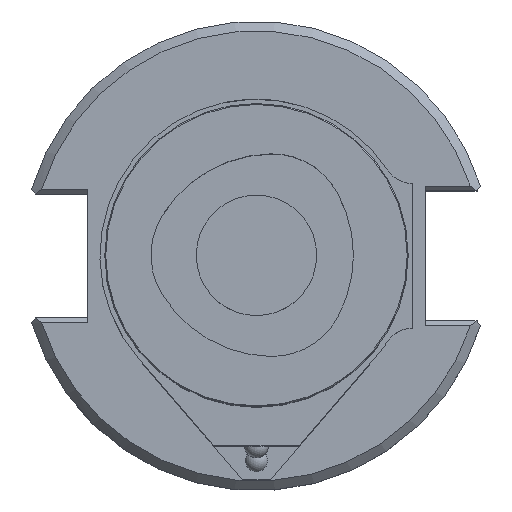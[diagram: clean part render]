
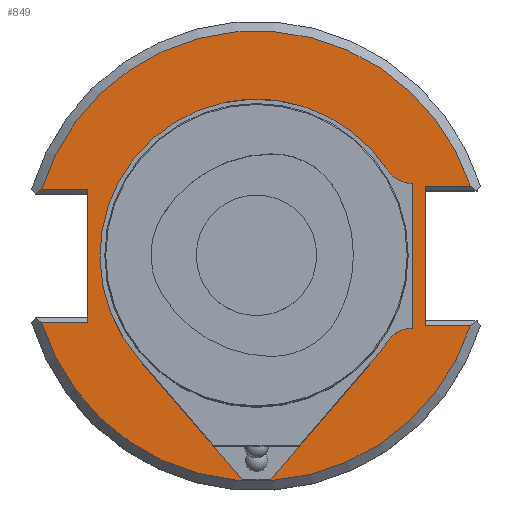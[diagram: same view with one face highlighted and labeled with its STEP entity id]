
A CAD part, top view. The second image highlights one B-rep face of the part: STEP entity #849.
In plain terms, the highlighted planar face has unit normal (0, 0, 1).
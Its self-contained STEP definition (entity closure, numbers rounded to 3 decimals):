
#552=PLANE('',#1710);
#651=LINE('',#2196,#730);
#654=LINE('',#2209,#733);
#657=LINE('',#2219,#736);
#660=LINE('',#2225,#739);
#661=LINE('',#2227,#740);
#666=LINE('',#2258,#745);
#676=LINE('',#2303,#755);
#687=LINE('',#2341,#766);
#693=LINE('',#2374,#772);
#701=LINE('',#2447,#780);
#706=LINE('',#2463,#785);
#730=VECTOR('',#1845,1.);
#733=VECTOR('',#1854,1.);
#736=VECTOR('',#1867,1.);
#739=VECTOR('',#1872,1.);
#740=VECTOR('',#1875,1.);
#745=VECTOR('',#1892,1.);
#755=VECTOR('',#1920,1.);
#766=VECTOR('',#1941,1.);
#772=VECTOR('',#1953,1.);
#780=VECTOR('',#2009,1.);
#785=VECTOR('',#2024,1.);
#849=ADVANCED_FACE('',(#875,#876),#552,.F.);
#875=FACE_BOUND('',#952,.T.);
#876=FACE_BOUND('',#953,.T.);
#952=EDGE_LOOP('',(#1254,#1255,#1256,#1257,#1258,#1259,#1260,#1261,#1262,
#1263));
#953=EDGE_LOOP('',(#1264,#1265,#1266,#1267,#1268,#1269,#1270,#1271));
#1254=ORIENTED_EDGE('',*,*,#1457,.F.);
#1255=ORIENTED_EDGE('',*,*,#1440,.T.);
#1256=ORIENTED_EDGE('',*,*,#1436,.T.);
#1257=ORIENTED_EDGE('',*,*,#1456,.F.);
#1258=ORIENTED_EDGE('',*,*,#1454,.T.);
#1259=ORIENTED_EDGE('',*,*,#1453,.T.);
#1260=ORIENTED_EDGE('',*,*,#1450,.F.);
#1261=ORIENTED_EDGE('',*,*,#1449,.T.);
#1262=ORIENTED_EDGE('',*,*,#1446,.F.);
#1263=ORIENTED_EDGE('',*,*,#1445,.F.);
#1264=ORIENTED_EDGE('',*,*,#1464,.T.);
#1265=ORIENTED_EDGE('',*,*,#1478,.T.);
#1266=ORIENTED_EDGE('',*,*,#1481,.T.);
#1267=ORIENTED_EDGE('',*,*,#1530,.T.);
#1268=ORIENTED_EDGE('',*,*,#1505,.T.);
#1269=ORIENTED_EDGE('',*,*,#1508,.T.);
#1270=ORIENTED_EDGE('',*,*,#1495,.T.);
#1271=ORIENTED_EDGE('',*,*,#1537,.T.);
#1317=VERTEX_POINT('',#2184);
#1318=VERTEX_POINT('',#2186);
#1319=VERTEX_POINT('',#2193);
#1322=VERTEX_POINT('',#2206);
#1323=VERTEX_POINT('',#2208);
#1324=VERTEX_POINT('',#2212);
#1325=VERTEX_POINT('',#2216);
#1326=VERTEX_POINT('',#2220);
#1327=VERTEX_POINT('',#2224);
#1328=VERTEX_POINT('',#2228);
#1335=VERTEX_POINT('',#2257);
#1336=VERTEX_POINT('',#2259);
#1343=VERTEX_POINT('',#2296);
#1345=VERTEX_POINT('',#2302);
#1355=VERTEX_POINT('',#2340);
#1356=VERTEX_POINT('',#2342);
#1363=VERTEX_POINT('',#2373);
#1364=VERTEX_POINT('',#2375);
#1436=EDGE_CURVE('',#1318,#1317,#1570,.T.);
#1440=EDGE_CURVE('',#1319,#1318,#651,.T.);
#1445=EDGE_CURVE('',#1323,#1322,#654,.T.);
#1446=EDGE_CURVE('',#1322,#1324,#1572,.T.);
#1449=EDGE_CURVE('',#1325,#1324,#1573,.T.);
#1450=EDGE_CURVE('',#1325,#1326,#657,.T.);
#1453=EDGE_CURVE('',#1327,#1326,#660,.T.);
#1454=EDGE_CURVE('',#1328,#1327,#661,.T.);
#1456=EDGE_CURVE('',#1328,#1317,#1574,.T.);
#1457=EDGE_CURVE('',#1319,#1323,#1575,.T.);
#1464=EDGE_CURVE('',#1336,#1335,#666,.T.);
#1478=EDGE_CURVE('',#1335,#1343,#1578,.T.);
#1481=EDGE_CURVE('',#1343,#1345,#676,.T.);
#1495=EDGE_CURVE('',#1356,#1355,#687,.T.);
#1505=EDGE_CURVE('',#1364,#1363,#693,.T.);
#1508=EDGE_CURVE('',#1363,#1356,#1580,.T.);
#1530=EDGE_CURVE('',#1345,#1364,#701,.T.);
#1537=EDGE_CURVE('',#1355,#1336,#706,.T.);
#1570=CIRCLE('',#1645,32.5);
#1572=CIRCLE('',#1651,32.5);
#1573=CIRCLE('',#1653,6.3);
#1574=CIRCLE('',#1658,6.3);
#1575=CIRCLE('',#1660,46.5);
#1578=CIRCLE('',#1670,46.725);
#1580=CIRCLE('',#1682,46.725);
#1645=AXIS2_PLACEMENT_3D('',#2185,#1839,#1840);
#1651=AXIS2_PLACEMENT_3D('',#2211,#1857,#1858);
#1653=AXIS2_PLACEMENT_3D('',#2217,#1863,#1864);
#1658=AXIS2_PLACEMENT_3D('',#2231,#1879,#1880);
#1660=AXIS2_PLACEMENT_3D('',#2233,#1883,#1884);
#1670=AXIS2_PLACEMENT_3D('',#2297,#1914,#1915);
#1682=AXIS2_PLACEMENT_3D('',#2379,#1959,#1960);
#1710=AXIS2_PLACEMENT_3D('',#2465,#2027,#2028);
#1839=DIRECTION('',(0.,0.,-1.));
#1840=DIRECTION('',(-1.,0.,0.));
#1845=DIRECTION('',(-0.652,0.758,0.));
#1854=DIRECTION('',(0.652,0.758,0.));
#1857=DIRECTION('',(0.,0.,1.));
#1858=DIRECTION('',(-1.,0.,0.));
#1863=DIRECTION('',(0.,0.,1.));
#1864=DIRECTION('',(-1.,0.,0.));
#1867=DIRECTION('',(1.,0.,0.));
#1872=DIRECTION('',(0.,-1.,0.));
#1875=DIRECTION('',(1.,0.,0.));
#1879=DIRECTION('',(0.,0.,-1.));
#1880=DIRECTION('',(-1.,0.,0.));
#1883=DIRECTION('',(0.,0.,1.));
#1884=DIRECTION('',(-0.073,-0.997,0.));
#1892=DIRECTION('',(1.,0.,0.));
#1914=DIRECTION('',(0.,0.,1.));
#1915=DIRECTION('',(0.951,0.31,0.));
#1920=DIRECTION('',(1.,0.,0.));
#1941=DIRECTION('',(-1.,0.,0.));
#1953=DIRECTION('',(-1.,0.,0.));
#1959=DIRECTION('',(0.,0.,1.));
#1960=DIRECTION('',(-0.955,-0.296,0.));
#2009=DIRECTION('',(0.,-1.,0.));
#2024=DIRECTION('',(0.,1.,0.));
#2027=DIRECTION('',(0.,0.,-1.));
#2028=DIRECTION('',(-1.,0.,0.));
#2184=CARTESIAN_POINT('',(27.339,17.841,15.85));
#2185=CARTESIAN_POINT('',(0.174,0.,15.85));
#2186=CARTESIAN_POINT('',(-24.469,-21.189,15.85));
#2193=CARTESIAN_POINT('',(-2.785,-46.406,15.85));
#2196=CARTESIAN_POINT('',(-2.785,-46.406,15.85));
#2206=CARTESIAN_POINT('',(24.816,-21.188,15.85));
#2208=CARTESIAN_POINT('',(3.133,-46.406,15.85));
#2209=CARTESIAN_POINT('',(24.816,-21.188,15.85));
#2211=CARTESIAN_POINT('',(0.174,0.,15.85));
#2212=CARTESIAN_POINT('',(27.339,-17.841,15.85));
#2216=CARTESIAN_POINT('',(32.605,-15.,15.85));
#2217=CARTESIAN_POINT('',(32.605,-21.3,15.85));
#2219=CARTESIAN_POINT('',(0.174,-15.,15.85));
#2220=CARTESIAN_POINT('',(32.674,-15.,15.85));
#2224=CARTESIAN_POINT('',(32.674,15.,15.85));
#2225=CARTESIAN_POINT('',(32.674,15.,15.85));
#2227=CARTESIAN_POINT('',(29.005,15.,15.85));
#2228=CARTESIAN_POINT('',(32.605,15.,15.85));
#2231=CARTESIAN_POINT('',(32.605,21.3,15.85));
#2233=CARTESIAN_POINT('',(0.174,0.,15.85));
#2257=CARTESIAN_POINT('',(44.592,14.5,15.85));
#2258=CARTESIAN_POINT('',(35.174,14.5,15.85));
#2259=CARTESIAN_POINT('',(35.174,14.5,15.85));
#2296=CARTESIAN_POINT('',(-44.451,13.853,15.85));
#2297=CARTESIAN_POINT('',(0.174,0.,15.85));
#2302=CARTESIAN_POINT('',(-34.826,13.853,15.85));
#2303=CARTESIAN_POINT('',(-44.451,13.853,15.85));
#2340=CARTESIAN_POINT('',(35.174,-14.5,15.85));
#2341=CARTESIAN_POINT('',(44.592,-14.5,15.85));
#2342=CARTESIAN_POINT('',(44.592,-14.5,15.85));
#2373=CARTESIAN_POINT('',(-44.451,-13.853,15.85));
#2374=CARTESIAN_POINT('',(-34.826,-13.853,15.85));
#2375=CARTESIAN_POINT('',(-34.826,-13.853,15.85));
#2379=CARTESIAN_POINT('',(0.174,0.,15.85));
#2447=CARTESIAN_POINT('',(-34.826,13.853,15.85));
#2463=CARTESIAN_POINT('',(35.174,-14.5,15.85));
#2465=CARTESIAN_POINT('',(0.174,0.,15.85));
